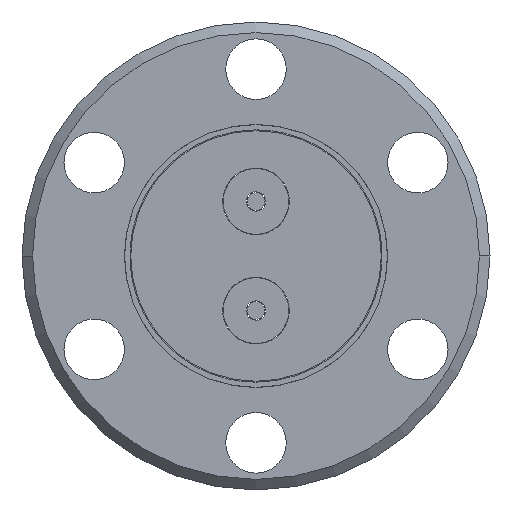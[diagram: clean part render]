
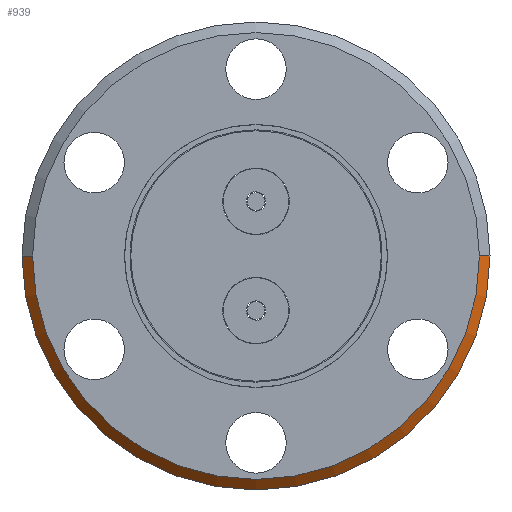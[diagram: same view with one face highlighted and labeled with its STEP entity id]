
A CAD part, front view. The second image highlights one B-rep face of the part: STEP entity #939.
In plain terms, the highlighted conical face has half-angle 45 degrees and reference radius 16.891 mm.
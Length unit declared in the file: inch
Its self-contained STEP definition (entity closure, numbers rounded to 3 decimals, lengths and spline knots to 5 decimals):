
#2 = VERTEX_POINT ( 'NONE', #764 ) ;
#13 = EDGE_CURVE ( 'NONE', #2860, #1668, #3149, .T. ) ;
#85 = EDGE_CURVE ( 'NONE', #1004, #2, #1496, .T. ) ;
#116 = EDGE_CURVE ( 'NONE', #1004, #1668, #2828, .T. ) ;
#136 = CARTESIAN_POINT ( 'NONE',  ( 0.635, -0.285, 0. ) ) ;
#139 = EDGE_CURVE ( 'NONE', #2, #2860, #2174, .T. ) ;
#283 = AXIS2_PLACEMENT_3D ( 'NONE', #952, #1678, #1113 ) ;
#589 = ORIENTED_EDGE ( 'NONE', *, *, #13, .F. ) ;
#592 = EDGE_LOOP ( 'NONE', ( #1515, #2607, #589, #2077 ) ) ;
#652 = DIRECTION ( 'NONE',  ( 0., -1., 0. ) ) ;
#744 = DIRECTION ( 'NONE',  ( -0.707, 0.707, 0. ) ) ;
#764 = CARTESIAN_POINT ( 'NONE',  ( -0.635, -0.285, 0. ) ) ;
#927 = CARTESIAN_POINT ( 'NONE',  ( -0.665, -0.255, 0. ) ) ;
#939 = ADVANCED_FACE ( 'NONE', ( #2495 ), #2755, .F. ) ;
#952 = CARTESIAN_POINT ( 'NONE',  ( 0., -0.285, 0. ) ) ;
#982 = CARTESIAN_POINT ( 'NONE',  ( 0.665, -0.255, 0. ) ) ;
#1004 = VERTEX_POINT ( 'NONE', #136 ) ;
#1065 = CARTESIAN_POINT ( 'NONE',  ( 0., -0.255, 0. ) ) ;
#1113 = DIRECTION ( 'NONE',  ( -1., 0., 0. ) ) ;
#1132 = CARTESIAN_POINT ( 'NONE',  ( 0., -0.255, 0. ) ) ;
#1496 = CIRCLE ( 'NONE', #283, 0.635 ) ;
#1515 = ORIENTED_EDGE ( 'NONE', *, *, #85, .F. ) ;
#1535 = VECTOR ( 'NONE', #2820, 39.37008 ) ;
#1600 = CARTESIAN_POINT ( 'NONE',  ( 0.665, -0.255, 0. ) ) ;
#1605 = CARTESIAN_POINT ( 'NONE',  ( -0.665, -0.255, 0. ) ) ;
#1668 = VERTEX_POINT ( 'NONE', #1600 ) ;
#1678 = DIRECTION ( 'NONE',  ( 0., 1., 0. ) ) ;
#2077 = ORIENTED_EDGE ( 'NONE', *, *, #139, .F. ) ;
#2101 = VECTOR ( 'NONE', #744, 39.37008 ) ;
#2174 = LINE ( 'NONE', #927, #2101 ) ;
#2306 = AXIS2_PLACEMENT_3D ( 'NONE', #1065, #652, #2575 ) ;
#2316 = DIRECTION ( 'NONE',  ( 0., 1., 0. ) ) ;
#2495 = FACE_OUTER_BOUND ( 'NONE', #592, .T. ) ;
#2575 = DIRECTION ( 'NONE',  ( -1., 0., 0. ) ) ;
#2607 = ORIENTED_EDGE ( 'NONE', *, *, #116, .T. ) ;
#2648 = AXIS2_PLACEMENT_3D ( 'NONE', #1132, #2316, #2825 ) ;
#2755 = CONICAL_SURFACE ( 'NONE', #2648, 0.665, 0.785 ) ;
#2820 = DIRECTION ( 'NONE',  ( 0.707, 0.707, 0. ) ) ;
#2825 = DIRECTION ( 'NONE',  ( -1., 0., 0. ) ) ;
#2828 = LINE ( 'NONE', #982, #1535 ) ;
#2860 = VERTEX_POINT ( 'NONE', #1605 ) ;
#3149 = CIRCLE ( 'NONE', #2306, 0.665 ) ;
